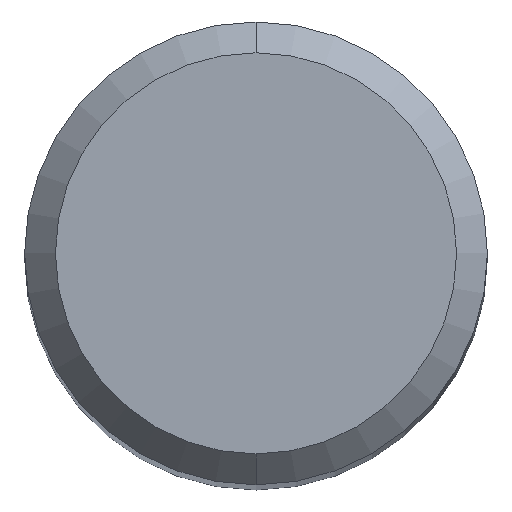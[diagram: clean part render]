
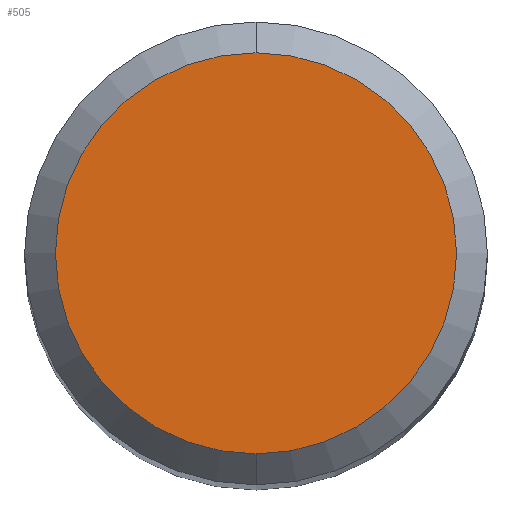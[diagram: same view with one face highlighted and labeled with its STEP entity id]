
A CAD part, top view. The second image highlights one B-rep face of the part: STEP entity #505.
In plain terms, the highlighted planar face has unit normal (0, 0, 1).
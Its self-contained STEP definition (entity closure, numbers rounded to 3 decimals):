
#417=EDGE_CURVE('',#553,#813,#1044,.T.);
#505=ADVANCED_FACE('',(#1141),#1142,.T.);
#529=EDGE_CURVE('',#813,#553,#1167,.T.);
#553=VERTEX_POINT('',#1193);
#813=VERTEX_POINT('',#1479);
#1044=CIRCLE('',#3168,2.6);
#1141=FACE_OUTER_BOUND('',#3806,.T.);
#1142=PLANE('',#3807);
#1167=CIRCLE('',#5137,2.6);
#1193=CARTESIAN_POINT('',(0.0,2.6,0.0));
#1479=CARTESIAN_POINT('',(0.,-2.6,0.0));
#3168=AXIS2_PLACEMENT_3D('',#9677,#9678,#9679);
#3806=EDGE_LOOP('',(#9774,#9775));
#3807=AXIS2_PLACEMENT_3D('',#9776,#9777,#9778);
#5137=AXIS2_PLACEMENT_3D('',#9792,#9793,#9794);
#9677=CARTESIAN_POINT('',(0.0,0.0,0.0));
#9678=DIRECTION('',(0.0,0.0,-1.0));
#9679=DIRECTION('',(0.0,1.0,0.0));
#9774=ORIENTED_EDGE('',*,*,#417,.F.);
#9775=ORIENTED_EDGE('',*,*,#529,.F.);
#9776=CARTESIAN_POINT('',(0.0,1.3,0.0));
#9777=DIRECTION('',(-0.0,0.0,1.0));
#9778=DIRECTION('',(0.0,-1.0,0.0));
#9792=CARTESIAN_POINT('',(0.0,0.0,0.0));
#9793=DIRECTION('',(0.0,0.0,-1.0));
#9794=DIRECTION('',(0.0,1.0,0.0));
